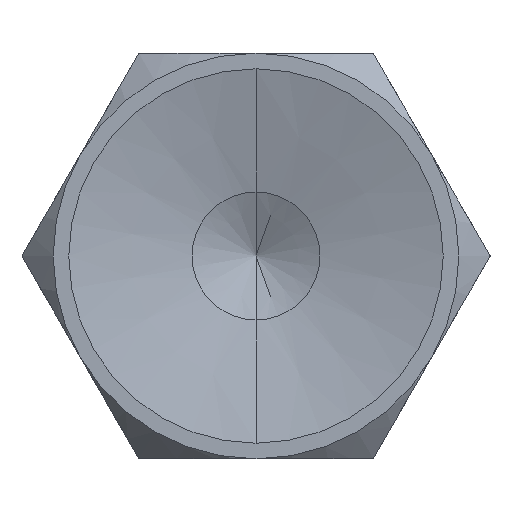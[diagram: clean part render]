
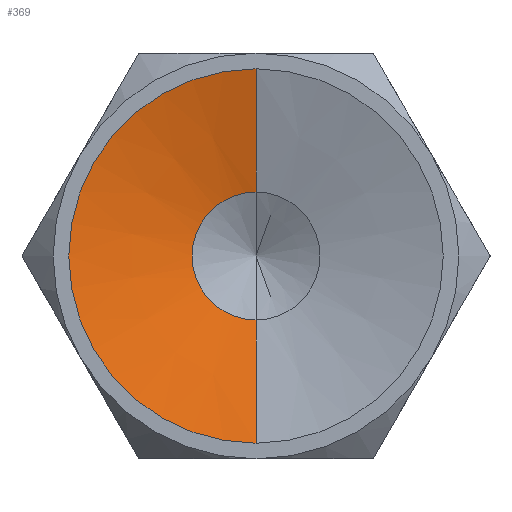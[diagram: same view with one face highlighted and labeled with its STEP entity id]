
A CAD part, front view. The second image highlights one B-rep face of the part: STEP entity #369.
In plain terms, the highlighted conical face has half-angle 75 degrees and reference radius 6 mm.
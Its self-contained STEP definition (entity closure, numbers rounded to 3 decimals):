
#17 = DIRECTION ( 'NONE',  ( 0., 1., 0. ) ) ;
#23 = CARTESIAN_POINT ( 'NONE',  ( 0., -5.3, 0. ) ) ;
#29 = LINE ( 'NONE', #1463, #1195 ) ;
#63 = ORIENTED_EDGE ( 'NONE', *, *, #1478, .T. ) ;
#101 = EDGE_CURVE ( 'NONE', #1455, #915, #29, .T. ) ;
#105 = EDGE_CURVE ( 'NONE', #1455, #858, #1906, .T. ) ;
#172 = DIRECTION ( 'NONE',  ( 0., 0., -1. ) ) ;
#222 = CIRCLE ( 'NONE', #762, 6. ) ;
#346 = AXIS2_PLACEMENT_3D ( 'NONE', #23, #1194, #172 ) ;
#369 = ADVANCED_FACE ( 'NONE', ( #1421 ), #1736, .F. ) ;
#438 = CARTESIAN_POINT ( 'NONE',  ( 0., -5.3, 0. ) ) ;
#548 = CARTESIAN_POINT ( 'NONE',  ( 0., -5.3, 6. ) ) ;
#553 = VERTEX_POINT ( 'NONE', #1042 ) ;
#582 = DIRECTION ( 'NONE',  ( 0., 0., 1. ) ) ;
#583 = DIRECTION ( 'NONE',  ( 0., -0.259, -0.966 ) ) ;
#652 = AXIS2_PLACEMENT_3D ( 'NONE', #887, #17, #1045 ) ;
#689 = CARTESIAN_POINT ( 'NONE',  ( 0., -4.242, -2.05 ) ) ;
#735 = ORIENTED_EDGE ( 'NONE', *, *, #1722, .F. ) ;
#762 = AXIS2_PLACEMENT_3D ( 'NONE', #438, #1461, #582 ) ;
#782 = CARTESIAN_POINT ( 'NONE',  ( 0., -4.242, 2.05 ) ) ;
#858 = VERTEX_POINT ( 'NONE', #782 ) ;
#887 = CARTESIAN_POINT ( 'NONE',  ( 0., -4.242, 0. ) ) ;
#915 = VERTEX_POINT ( 'NONE', #1682 ) ;
#1042 = CARTESIAN_POINT ( 'NONE',  ( 0., -5.3, 6. ) ) ;
#1045 = DIRECTION ( 'NONE',  ( 0., 0., 1. ) ) ;
#1194 = DIRECTION ( 'NONE',  ( 0., -1., 0. ) ) ;
#1195 = VECTOR ( 'NONE', #583, 1000. ) ;
#1349 = LINE ( 'NONE', #548, #1396 ) ;
#1396 = VECTOR ( 'NONE', #1433, 1000. ) ;
#1421 = FACE_OUTER_BOUND ( 'NONE', #1572, .T. ) ;
#1433 = DIRECTION ( 'NONE',  ( 0., -0.259, 0.966 ) ) ;
#1455 = VERTEX_POINT ( 'NONE', #689 ) ;
#1461 = DIRECTION ( 'NONE',  ( 0., 1., 0. ) ) ;
#1463 = CARTESIAN_POINT ( 'NONE',  ( 0., -5.3, -6. ) ) ;
#1478 = EDGE_CURVE ( 'NONE', #858, #553, #1349, .T. ) ;
#1572 = EDGE_LOOP ( 'NONE', ( #1824, #63, #735, #1687 ) ) ;
#1682 = CARTESIAN_POINT ( 'NONE',  ( 0., -5.3, -6. ) ) ;
#1687 = ORIENTED_EDGE ( 'NONE', *, *, #101, .F. ) ;
#1722 = EDGE_CURVE ( 'NONE', #915, #553, #222, .T. ) ;
#1736 = CONICAL_SURFACE ( 'NONE', #346, 6., 1.309 ) ;
#1824 = ORIENTED_EDGE ( 'NONE', *, *, #105, .T. ) ;
#1906 = CIRCLE ( 'NONE', #652, 2.05 ) ;
